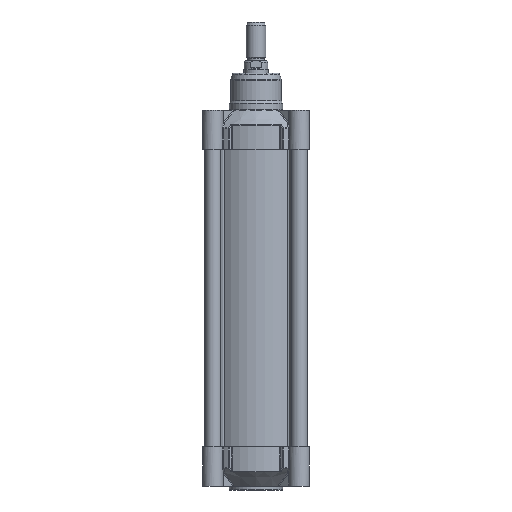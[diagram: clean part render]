
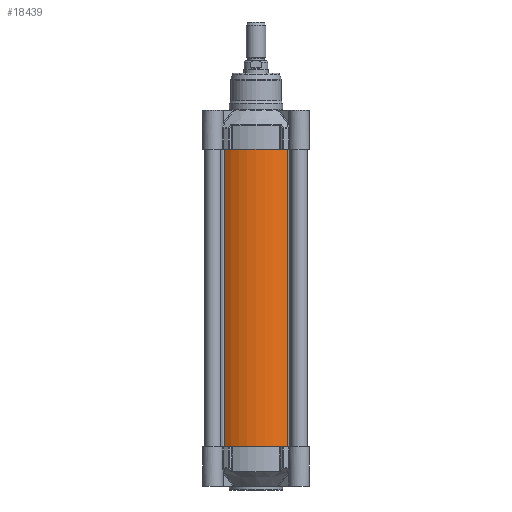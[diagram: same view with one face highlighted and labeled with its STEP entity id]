
A CAD part, left-side view. The second image highlights one B-rep face of the part: STEP entity #18439.
In plain terms, the highlighted cylindrical face has radius 52.75 mm (diameter 105.5 mm), a partial arc.
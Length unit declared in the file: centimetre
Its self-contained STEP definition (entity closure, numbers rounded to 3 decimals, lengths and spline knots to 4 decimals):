
#1315=LINE($,#38601,#2237);
#1317=LINE($,#38604,#2239);
#2237=VECTOR($,#25447,105.7);
#2239=VECTOR($,#25451,105.7);
#3347=CYLINDRICAL_SURFACE($,#20529,5.275);
#4876=FACE_OUTER_BOUND($,#6434,.T.);
#6434=EDGE_LOOP($,(#16692,#16693,#16694,#16695));
#7471=CIRCLE($,#20430,5.275);
#7519=CIRCLE($,#20482,5.275);
#9065=VERTEX_POINT($,#38236);
#9066=VERTEX_POINT($,#38238);
#9181=VERTEX_POINT($,#38476);
#9182=VERTEX_POINT($,#38478);
#11586=EDGE_CURVE($,#9065,#9066,#7471,.T.);
#11706=EDGE_CURVE($,#9182,#9181,#7519,.T.);
#11772=EDGE_CURVE($,#9066,#9181,#1315,.T.);
#11774=EDGE_CURVE($,#9182,#9065,#1317,.T.);
#16692=ORIENTED_EDGE($,*,*,#11772,.F.);
#16693=ORIENTED_EDGE($,*,*,#11586,.F.);
#16694=ORIENTED_EDGE($,*,*,#11774,.F.);
#16695=ORIENTED_EDGE($,*,*,#11706,.T.);
#18439=ADVANCED_FACE($,(#4876),#3347,.T.);
#20430=AXIS2_PLACEMENT_3D($,#38239,#25125,#25126);
#20482=AXIS2_PLACEMENT_3D($,#38479,#25301,#25302);
#20529=AXIS2_PLACEMENT_3D($,#38603,#25449,#25450);
#25125=DIRECTION('center_axis',(0.,0.,-1.));
#25126=DIRECTION('ref_axis',(0.769,-0.64,0.));
#25301=DIRECTION('center_axis',(0.,0.,-1.));
#25302=DIRECTION('ref_axis',(0.769,-0.64,0.));
#25447=DIRECTION($,(0.,0.,1.));
#25449=DIRECTION('center_axis',(0.,0.,1.));
#25450=DIRECTION('ref_axis',(0.769,-0.64,0.));
#25451=DIRECTION($,(0.,0.,-1.));
#38236=CARTESIAN_POINT('',(-4.1359,-3.2741,-34.9));
#38238=CARTESIAN_POINT('',(-4.1359,3.2741,-34.9));
#38239=CARTESIAN_POINT('Origin',(0.,0.,-34.9));
#38476=CARTESIAN_POINT('',(-4.1359,3.2741,-4.2));
#38478=CARTESIAN_POINT('',(-4.1359,-3.2741,-4.2));
#38479=CARTESIAN_POINT('Origin',(0.,0.,-4.2));
#38601=CARTESIAN_POINT($,(-4.1359,3.2741,-34.9));
#38603=CARTESIAN_POINT('Origin',(0.,0.,-34.9));
#38604=CARTESIAN_POINT($,(-4.1359,-3.2741,-4.2));
